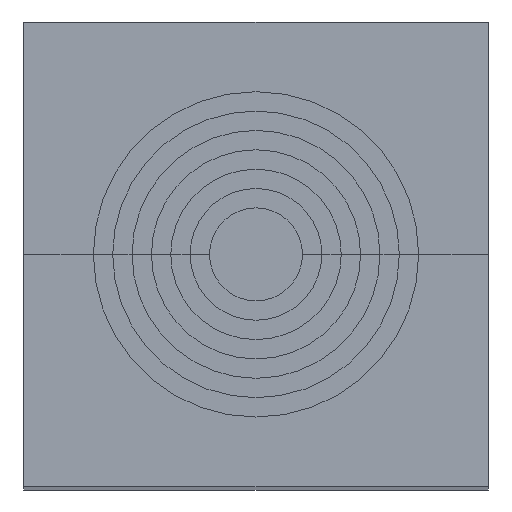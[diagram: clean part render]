
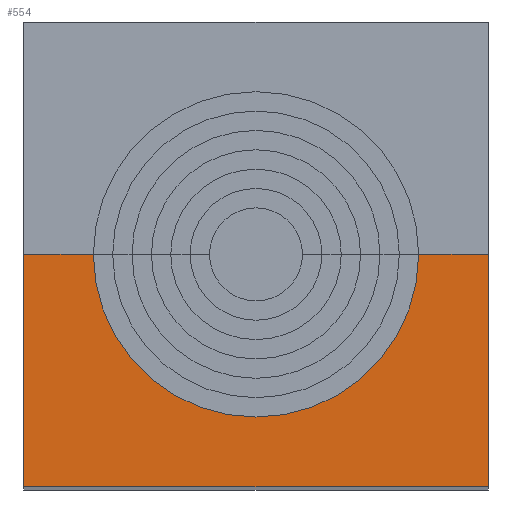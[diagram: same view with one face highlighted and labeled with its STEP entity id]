
A CAD part, top view. The second image highlights one B-rep face of the part: STEP entity #554.
In plain terms, the highlighted planar face has unit normal (0, 0, 1).
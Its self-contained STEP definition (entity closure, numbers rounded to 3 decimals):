
#40=LINE('',#907,#86);
#41=LINE('',#909,#87);
#55=LINE('',#960,#101);
#57=LINE('',#964,#103);
#59=LINE('',#967,#105);
#86=VECTOR('',#732,10.);
#87=VECTOR('',#733,10.);
#101=VECTOR('',#807,10.);
#103=VECTOR('',#811,10.);
#105=VECTOR('',#815,10.);
#141=FACE_OUTER_BOUND('',#177,.T.);
#177=EDGE_LOOP('',(#462,#463,#464,#465,#466,#467));
#194=CIRCLE('',#614,5.25);
#215=VERTEX_POINT('',#840);
#217=VERTEX_POINT('',#844);
#236=VERTEX_POINT('',#905);
#237=VERTEX_POINT('',#908);
#244=VERTEX_POINT('',#959);
#245=VERTEX_POINT('',#963);
#288=EDGE_CURVE('',#236,#215,#40,.T.);
#289=EDGE_CURVE('',#217,#237,#41,.T.);
#300=EDGE_CURVE('',#215,#217,#194,.T.);
#315=EDGE_CURVE('',#237,#244,#55,.T.);
#317=EDGE_CURVE('',#244,#245,#57,.T.);
#319=EDGE_CURVE('',#245,#236,#59,.T.);
#462=ORIENTED_EDGE('',*,*,#288,.F.);
#463=ORIENTED_EDGE('',*,*,#319,.F.);
#464=ORIENTED_EDGE('',*,*,#317,.F.);
#465=ORIENTED_EDGE('',*,*,#315,.F.);
#466=ORIENTED_EDGE('',*,*,#289,.F.);
#467=ORIENTED_EDGE('',*,*,#300,.F.);
#503=PLANE('',#641);
#554=ADVANCED_FACE('',(#141),#503,.T.);
#614=AXIS2_PLACEMENT_3D('',#929,#754,#755);
#641=AXIS2_PLACEMENT_3D('',#968,#816,#817);
#732=DIRECTION('',(1.,0.,0.));
#733=DIRECTION('',(1.,0.,0.));
#754=DIRECTION('center_axis',(0.,0.,1.));
#755=DIRECTION('ref_axis',(1.,0.,0.));
#807=DIRECTION('',(0.,-1.,0.));
#811=DIRECTION('',(-1.,0.,0.));
#815=DIRECTION('',(0.,1.,0.));
#816=DIRECTION('center_axis',(0.,0.,1.));
#817=DIRECTION('ref_axis',(1.,0.,0.));
#840=CARTESIAN_POINT('',(-5.25,7.5,30.));
#844=CARTESIAN_POINT('',(5.25,7.5,30.));
#905=CARTESIAN_POINT('',(-7.5,7.5,30.));
#907=CARTESIAN_POINT('',(-5.25,7.5,30.));
#908=CARTESIAN_POINT('',(7.5,7.5,30.));
#909=CARTESIAN_POINT('',(7.5,7.5,30.));
#929=CARTESIAN_POINT('Origin',(0.,7.5,30.));
#959=CARTESIAN_POINT('',(7.5,0.,30.));
#960=CARTESIAN_POINT('',(7.5,0.,30.));
#963=CARTESIAN_POINT('',(-7.5,0.,30.));
#964=CARTESIAN_POINT('',(-7.5,0.,30.));
#967=CARTESIAN_POINT('',(-7.5,7.5,30.));
#968=CARTESIAN_POINT('Origin',(0.,3.216,30.));
